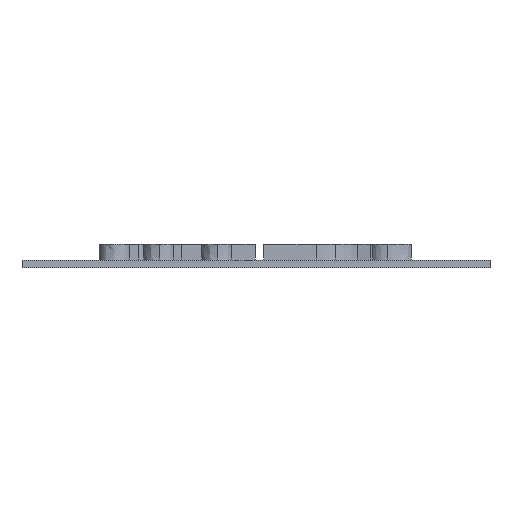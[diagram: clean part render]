
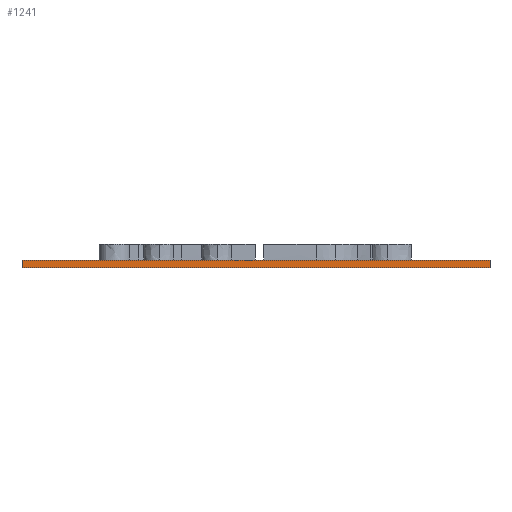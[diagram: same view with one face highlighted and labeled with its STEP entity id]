
A CAD part, left-side view. The second image highlights one B-rep face of the part: STEP entity #1241.
In plain terms, the highlighted planar face has unit normal (-1, 0, 0).
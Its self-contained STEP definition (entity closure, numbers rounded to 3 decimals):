
#1241=ADVANCED_FACE('',(#2223),#2225,.T.);
#2223=FACE_BOUND('',#2224,.T.);
#2224=EDGE_LOOP('',(#3471,#3472,#3473,#3474));
#2225=PLANE('',#2226);
#2226=AXIS2_PLACEMENT_3D('',#2227,#2228,#2229);
#2227=CARTESIAN_POINT('',(-30.,30.,0.));
#2228=DIRECTION('',(-1.,0.,0.));
#2229=DIRECTION('',(0.,-1.,0.));
#3471=ORIENTED_EDGE('',*,*,#3993,.T.);
#3472=ORIENTED_EDGE('',*,*,#3994,.T.);
#3473=ORIENTED_EDGE('',*,*,#3644,.F.);
#3474=ORIENTED_EDGE('',*,*,#3995,.F.);
#3644=EDGE_CURVE('',#4057,#4058,#4059,.T.);
#3993=EDGE_CURVE('',#4632,#4633,#4634,.T.);
#3994=EDGE_CURVE('',#4633,#4058,#4635,.T.);
#3995=EDGE_CURVE('',#4632,#4057,#4636,.T.);
#4057=VERTEX_POINT('',#4826);
#4058=VERTEX_POINT('',#4827);
#4059=LINE('',#4828,#4829);
#4632=VERTEX_POINT('',#6355);
#4633=VERTEX_POINT('',#6356);
#4634=LINE('',#6357,#6358);
#4635=LINE('',#6360,#6361);
#4636=LINE('',#6363,#6364);
#4826=CARTESIAN_POINT('',(-30.,30.,0.96));
#4827=CARTESIAN_POINT('',(-30.,-30.,0.96));
#4828=CARTESIAN_POINT('',(-30.,30.,0.96));
#4829=VECTOR('',#4830,1.);
#4830=DIRECTION('',(0.,-1.,0.));
#6355=CARTESIAN_POINT('',(-30.,30.,0.));
#6356=CARTESIAN_POINT('',(-30.,-30.,0.));
#6357=CARTESIAN_POINT('',(-30.,30.,0.));
#6358=VECTOR('',#6359,1.);
#6359=DIRECTION('',(0.,-1.,0.));
#6360=CARTESIAN_POINT('',(-30.,-30.,0.));
#6361=VECTOR('',#6362,1.);
#6362=DIRECTION('',(0.,0.,1.));
#6363=CARTESIAN_POINT('',(-30.,30.,0.));
#6364=VECTOR('',#6365,1.);
#6365=DIRECTION('',(0.,0.,1.));
